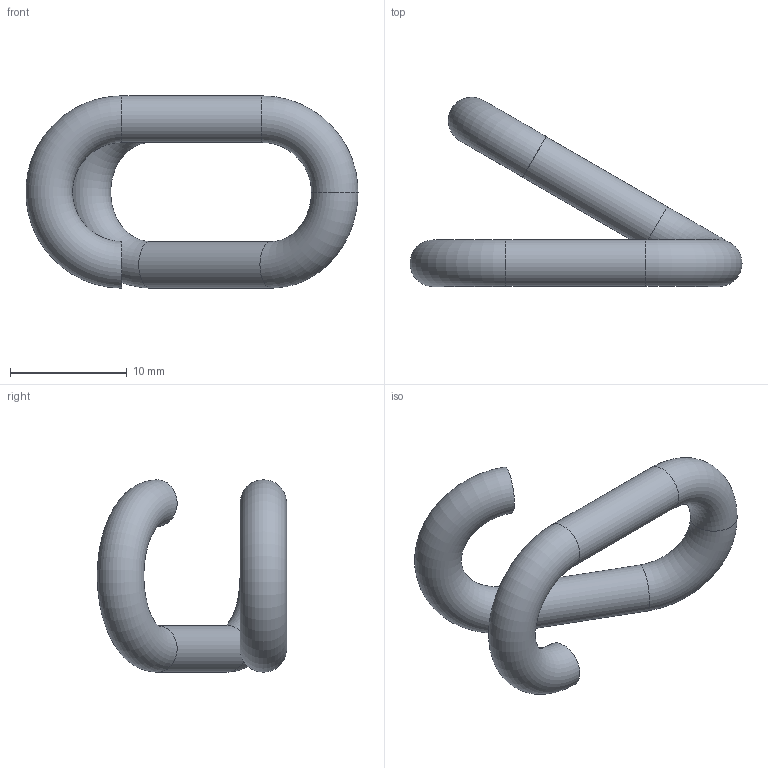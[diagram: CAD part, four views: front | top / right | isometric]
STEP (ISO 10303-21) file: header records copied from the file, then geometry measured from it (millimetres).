
FILE_DESCRIPTION (( 'STEP AP203' ), '1' );
FILE_NAME ('CLP1P-SC-4 Ñîåäèíèòåëü öåïåé 3 ìì.STEP', '2016-03-03T12:01:00', ( '' ), ( '' ), 'SwSTEP 2.0', 'SolidWorks 2014', '' );
FILE_SCHEMA (( 'CONFIG_CONTROL_DESIGN' ));
Length unit declared in the file: millimetre
Products named in the file (1): CLP1P-SC-4 Ñîåäèíèòåëü öåïåé 3 ìì
Bounding box: 28.48 x 16.24 x 16.5 mm (x, y, z)
Volume: 1041.8 mm3; surface area: 1066.9 mm2
Topology: 1 solids, 1 shells, 8 faces, 15 edges, 9 vertices
Faces by surface type: torus 4, plane 2, cylinder 2
Full cylindrical faces by diameter (mm): 4 x2
Entity records: 231 total; most frequent: DIRECTION 32, CARTESIAN_POINT 23, AXIS2_PLACEMENT_3D 16, FACE_OUTER_BOUND 14, ORIENTED_EDGE 14, EDGE_LOOP 14, ADVANCED_FACE 8, PERSON_AND_ORGANIZATION 8
